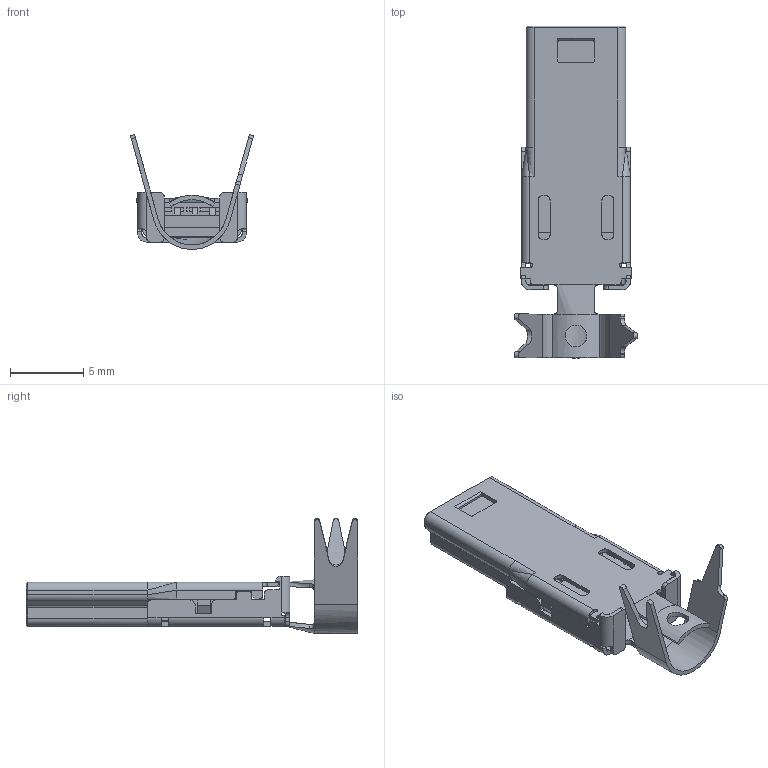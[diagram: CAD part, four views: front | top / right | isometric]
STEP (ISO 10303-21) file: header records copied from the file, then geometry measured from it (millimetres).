
FILE_DESCRIPTION(('Creo Elements/Direct Modeling STEP Export'),'2;1');
FILE_NAME('UX40A-MB-5P.stp','2016-07-23T16:13:32',(''),(''),'Creo Elements/Direct Modeling STEP processor for AP214 (Solid Model)','Creo Elements/Direct Modeling 18.1E 22-Nov-2013 (C) Parametric Technology GmbH','');
FILE_SCHEMA(('AUTOMOTIVE_DESIGN { 1 0 10303 214 1 1 1 1 }'));
Length unit declared in the file: millimetre
Products named in the file (1): UX40A-MB-5P
Bounding box: 8.43 x 22.7 x 7.85 mm (x, y, z)
Volume: 216.3 mm3; surface area: 1006.5 mm2
Topology: 1 solids, 1 shells, 538 faces, 1569 edges, 1015 vertices
Faces by surface type: plane 335, cylinder 146, bspline 32, cone 16, sphere 6, extrusion 3
Entity records: 23663 total; most frequent: CARTESIAN_POINT 4730, ORIENTED_EDGE 3130, DIRECTION 2854, EDGE_CURVE 1565, VECTOR 1166, LINE 1163, VERTEX_POINT 1015, AXIS2_PLACEMENT_3D 844
